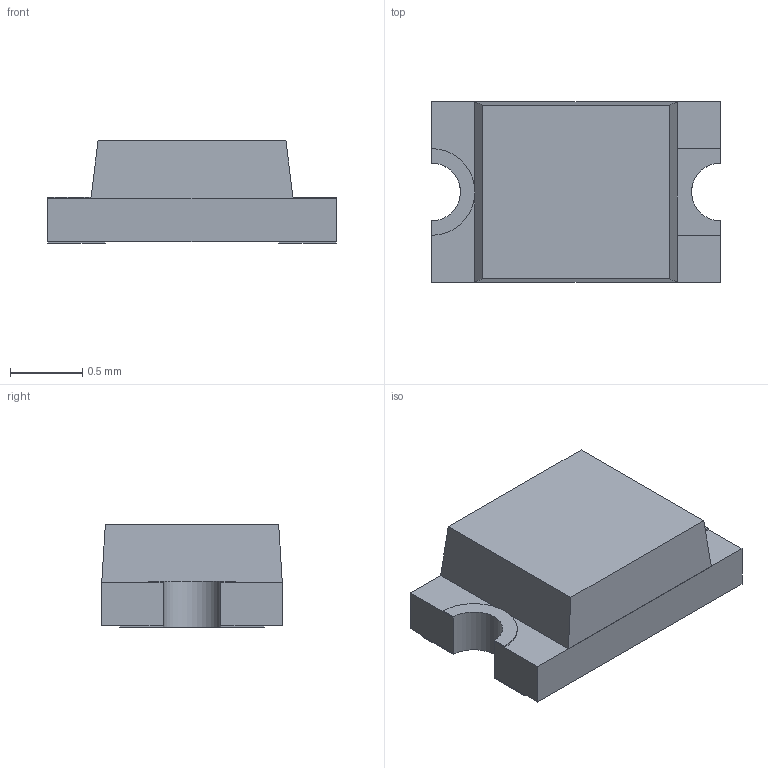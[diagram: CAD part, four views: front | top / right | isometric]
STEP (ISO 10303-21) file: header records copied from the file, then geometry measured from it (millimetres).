
FILE_DESCRIPTION(('FreeCAD Model'),'2;1');
FILE_NAME('0805_Y.stp', '2015-01-16T23:40:43',('FreeCAD'),('FreeCAD'), 'Open CASCADE STEP processor 6.7','FreeCAD','Unknown');
FILE_SCHEMA(('AUTOMOTIVE_DESIGN_CC2 { 1 2 10303 214 -1 1 5 4 }'));
Length unit declared in the file: millimetre
Products named in the file (2): Loft; Cut
Bounding box: 2 x 1.25 x 0.71 mm (x, y, z)
Volume: 1.4 mm3; surface area: 12.3 mm2
Topology: 2 solids, 2 shells, 38 faces, 94 edges, 60 vertices
Faces by surface type: plane 31, bspline 4, cylinder 3
Entity records: 2580 total; most frequent: CARTESIAN_POINT 419, DIRECTION 347, LINE 262, VECTOR 262, ORIENTED_EDGE 188, PCURVE 188, DEFINITIONAL_REPRESENTATION 188, EDGE_CURVE 94
